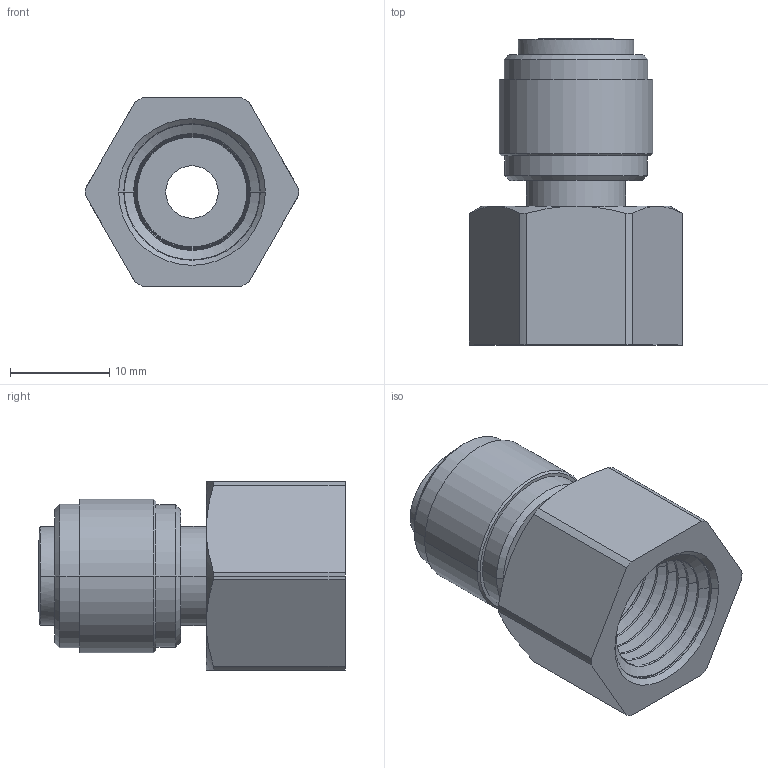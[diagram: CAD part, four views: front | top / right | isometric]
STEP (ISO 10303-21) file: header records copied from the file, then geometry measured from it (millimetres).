
FILE_DESCRIPTION (( 'STEP AP214' ), '1' );
FILE_NAME ('FS14-14N-P.step', '2017-08-29T20:44:03', ( '' ), ( '' ), 'SwSTEP 2.0', 'SolidWorks 2017', '' );
FILE_SCHEMA (( 'AUTOMOTIVE_DESIGN' ));
Length unit declared in the file: inch
Products named in the file (1): FS14-14N-P
Bounding box: 21.5 x 30.9 x 19 mm (x, y, z)
Volume: 4973 mm3; surface area: 3504.5 mm2
Topology: 1 solids, 1 shells, 134 faces, 350 edges, 224 vertices
Faces by surface type: bspline 52, cone 49, cylinder 19, plane 14
Entity records: 5360 total; most frequent: CARTESIAN_POINT 2047, DIRECTION 740, ORIENTED_EDGE 700, EDGE_CURVE 350, AXIS2_PLACEMENT_3D 333, CIRCLE 250, VERTEX_POINT 224, EDGE_LOOP 142
